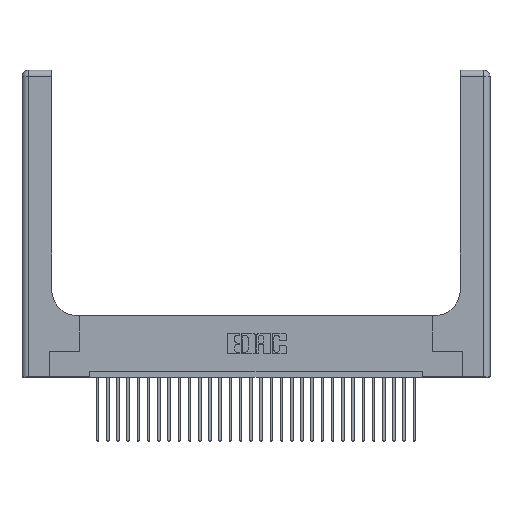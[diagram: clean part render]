
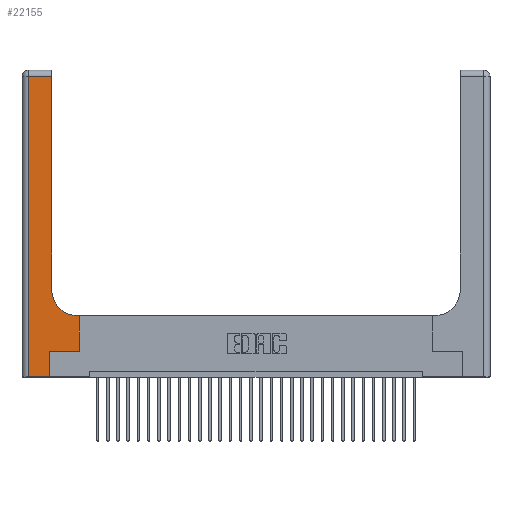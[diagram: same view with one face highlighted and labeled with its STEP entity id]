
A CAD part, top view. The second image highlights one B-rep face of the part: STEP entity #22155.
In plain terms, the highlighted planar face has unit normal (0, 0, 1).
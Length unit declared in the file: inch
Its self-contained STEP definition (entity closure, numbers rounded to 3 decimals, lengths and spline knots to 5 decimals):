
#972 = DIRECTION ( 'NONE',  ( 1., 0., 0. ) ) ;
#1080 = CARTESIAN_POINT ( 'NONE',  ( 0.5585, 0.25, 0.37 ) ) ;
#1391 = CARTESIAN_POINT ( 'NONE',  ( 0.2915, 0.6, 0.37 ) ) ;
#1638 = DIRECTION ( 'NONE',  ( -1., 0., 0. ) ) ;
#1816 = DIRECTION ( 'NONE',  ( 0., 0., -1. ) ) ;
#2023 = LINE ( 'NONE', #28823, #23516 ) ;
#3072 = VECTOR ( 'NONE', #4015, 39.37008 ) ;
#3710 = VERTEX_POINT ( 'NONE', #23334 ) ;
#4015 = DIRECTION ( 'NONE',  ( 0., 1., 0. ) ) ;
#4204 = PLANE ( 'NONE',  #21524 ) ;
#4505 = LINE ( 'NONE', #27903, #7513 ) ;
#4644 = VECTOR ( 'NONE', #972, 39.37008 ) ;
#4884 = VERTEX_POINT ( 'NONE', #14260 ) ;
#5349 = ORIENTED_EDGE ( 'NONE', *, *, #13947, .T. ) ;
#5765 = VERTEX_POINT ( 'NONE', #23676 ) ;
#6302 = CARTESIAN_POINT ( 'NONE',  ( 0.269, 0., 0.37 ) ) ;
#6340 = DIRECTION ( 'NONE',  ( -1., 0., 0. ) ) ;
#7513 = VECTOR ( 'NONE', #20648, 39.37008 ) ;
#8561 = ORIENTED_EDGE ( 'NONE', *, *, #12794, .T. ) ;
#8779 = DIRECTION ( 'NONE',  ( 0., 0., -1. ) ) ;
#9754 = ORIENTED_EDGE ( 'NONE', *, *, #18394, .T. ) ;
#9822 = EDGE_CURVE ( 'NONE', #4884, #18320, #27843, .T. ) ;
#10248 = ORIENTED_EDGE ( 'NONE', *, *, #28150, .T. ) ;
#11566 = CARTESIAN_POINT ( 'NONE',  ( 0.06, 3., 0.37 ) ) ;
#11944 = VECTOR ( 'NONE', #13549, 39.37008 ) ;
#12541 = AXIS2_PLACEMENT_3D ( 'NONE', #23103, #1816, #30132 ) ;
#12542 = ORIENTED_EDGE ( 'NONE', *, *, #29060, .T. ) ;
#12794 = EDGE_CURVE ( 'NONE', #18320, #19885, #25099, .T. ) ;
#12865 = CARTESIAN_POINT ( 'NONE',  ( 0.269, 0.25, 0.37 ) ) ;
#13549 = DIRECTION ( 'NONE',  ( 0., -1., 0. ) ) ;
#13762 = CARTESIAN_POINT ( 'NONE',  ( 0.2915, 3., 0.37 ) ) ;
#13947 = EDGE_CURVE ( 'NONE', #22052, #25951, #18714, .T. ) ;
#14260 = CARTESIAN_POINT ( 'NONE',  ( 0.2915, 0.85, 0.37 ) ) ;
#14386 = DIRECTION ( 'NONE',  ( 1., 0., 0. ) ) ;
#14527 = EDGE_CURVE ( 'NONE', #3710, #28181, #2023, .T. ) ;
#14731 = CARTESIAN_POINT ( 'NONE',  ( 0.06, 2.94, 0.37 ) ) ;
#14751 = VECTOR ( 'NONE', #30409, 39.37008 ) ;
#14878 = VECTOR ( 'NONE', #27391, 39.37008 ) ;
#15156 = CARTESIAN_POINT ( 'NONE',  ( 0.2915, 2.94, 0.37 ) ) ;
#15302 = CIRCLE ( 'NONE', #12541, 0.25 ) ;
#16292 = LINE ( 'NONE', #1391, #21074 ) ;
#16658 = VERTEX_POINT ( 'NONE', #25590 ) ;
#17947 = EDGE_CURVE ( 'NONE', #16658, #4884, #15302, .T. ) ;
#18320 = VERTEX_POINT ( 'NONE', #15156 ) ;
#18394 = EDGE_CURVE ( 'NONE', #19885, #3710, #27457, .T. ) ;
#18714 = LINE ( 'NONE', #29275, #4644 ) ;
#19001 = ORIENTED_EDGE ( 'NONE', *, *, #14527, .T. ) ;
#19885 = VERTEX_POINT ( 'NONE', #14731 ) ;
#20478 = ORIENTED_EDGE ( 'NONE', *, *, #22172, .T. ) ;
#20648 = DIRECTION ( 'NONE',  ( 0., 1., 0. ) ) ;
#21074 = VECTOR ( 'NONE', #6340, 39.37008 ) ;
#21524 = AXIS2_PLACEMENT_3D ( 'NONE', #22720, #8779, #1638 ) ;
#22052 = VERTEX_POINT ( 'NONE', #12865 ) ;
#22155 = ADVANCED_FACE ( 'NONE', ( #28572 ), #4204, .F. ) ;
#22172 = EDGE_CURVE ( 'NONE', #28181, #22052, #27429, .T. ) ;
#22720 = CARTESIAN_POINT ( 'NONE',  ( 0., 3., 0.37 ) ) ;
#22823 = CARTESIAN_POINT ( 'NONE',  ( 0.269, 0., 0.37 ) ) ;
#23103 = CARTESIAN_POINT ( 'NONE',  ( 0.5415, 0.85, 0.37 ) ) ;
#23334 = CARTESIAN_POINT ( 'NONE',  ( 0.06, 0., 0.37 ) ) ;
#23516 = VECTOR ( 'NONE', #14386, 39.37008 ) ;
#23676 = CARTESIAN_POINT ( 'NONE',  ( 0.5585, 0.6, 0.37 ) ) ;
#24476 = ORIENTED_EDGE ( 'NONE', *, *, #17947, .T. ) ;
#25099 = LINE ( 'NONE', #28035, #14751 ) ;
#25590 = CARTESIAN_POINT ( 'NONE',  ( 0.5415, 0.6, 0.37 ) ) ;
#25951 = VERTEX_POINT ( 'NONE', #1080 ) ;
#27301 = EDGE_LOOP ( 'NONE', ( #30615, #8561, #9754, #19001, #20478, #5349, #10248, #12542, #24476 ) ) ;
#27391 = DIRECTION ( 'NONE',  ( 0., 1., 0. ) ) ;
#27429 = LINE ( 'NONE', #22823, #14878 ) ;
#27457 = LINE ( 'NONE', #11566, #11944 ) ;
#27843 = LINE ( 'NONE', #13762, #3072 ) ;
#27903 = CARTESIAN_POINT ( 'NONE',  ( 0.5585, 0.25, 0.37 ) ) ;
#28035 = CARTESIAN_POINT ( 'NONE',  ( 0., 2.94, 0.37 ) ) ;
#28150 = EDGE_CURVE ( 'NONE', #25951, #5765, #4505, .T. ) ;
#28181 = VERTEX_POINT ( 'NONE', #6302 ) ;
#28572 = FACE_OUTER_BOUND ( 'NONE', #27301, .T. ) ;
#28823 = CARTESIAN_POINT ( 'NONE',  ( 0., 0., 0.37 ) ) ;
#29060 = EDGE_CURVE ( 'NONE', #5765, #16658, #16292, .T. ) ;
#29275 = CARTESIAN_POINT ( 'NONE',  ( 0.269, 0.25, 0.37 ) ) ;
#30132 = DIRECTION ( 'NONE',  ( 1., 0., 0. ) ) ;
#30409 = DIRECTION ( 'NONE',  ( -1., 0., 0. ) ) ;
#30615 = ORIENTED_EDGE ( 'NONE', *, *, #9822, .T. ) ;
